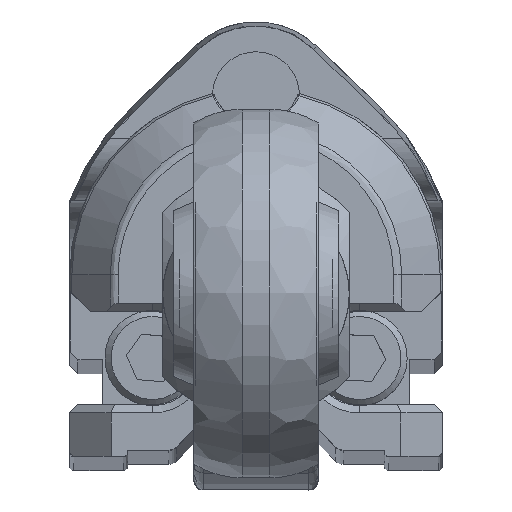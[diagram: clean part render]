
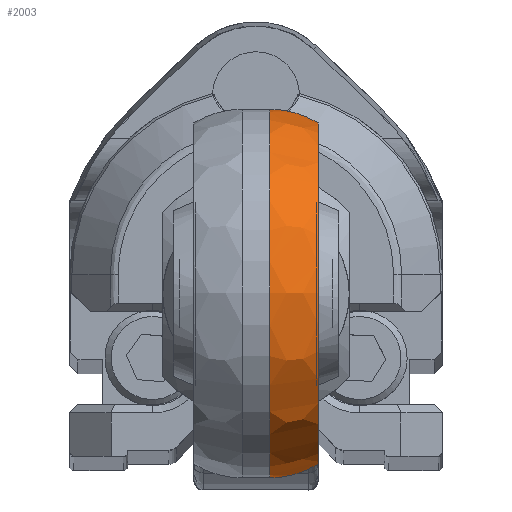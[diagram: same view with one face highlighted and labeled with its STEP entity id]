
A CAD part, top view. The second image highlights one B-rep face of the part: STEP entity #2003.
In plain terms, the highlighted free-form (B-spline) face has degree [3, 3] with [4, 7] control points.
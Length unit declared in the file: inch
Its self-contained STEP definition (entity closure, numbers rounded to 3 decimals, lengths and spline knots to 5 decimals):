
#239 = CARTESIAN_POINT ( 'NONE',  ( 0.02608, -0.23398, 9.62894 ) ) ;
#573 = CARTESIAN_POINT ( 'NONE',  ( 0.11811, -0.02872, 9.27855 ) ) ;
#1256 = CARTESIAN_POINT ( 'NONE',  ( 0.11811, -0.21888, 9.60316 ) ) ;
#1818 = CARTESIAN_POINT ( 'NONE',  ( 0.02608, -0.37912, 9.27855 ) ) ;
#2003 = ADVANCED_FACE ( 'NONE', ( #7393 ), #12686, .T. ) ;
#2078 = DIRECTION ( 'NONE',  ( 0., 0., -1. ) ) ;
#2613 = CARTESIAN_POINT ( 'NONE',  ( 0.02608, 0.32167, 9.27855 ) ) ;
#2787 = CIRCLE ( 'NONE', #17801, 0.35039 ) ;
#3408 = CARTESIAN_POINT ( 'NONE',  ( 0.0902, -0.22882, 9.62013 ) ) ;
#3609 = CIRCLE ( 'NONE', #12402, 0.17717 ) ;
#3822 = CARTESIAN_POINT ( 'NONE',  ( 0.02608, 0.14451, 9.27855 ) ) ;
#4946 = DIRECTION ( 'NONE',  ( 0., 0., -1. ) ) ;
#5063 = CARTESIAN_POINT ( 'NONE',  ( 0.11811, -0.35334, 9.27855 ) ) ;
#5098 = EDGE_CURVE ( 'NONE', #15583, #20190, #7055, .T. ) ;
#6427 = DIRECTION ( 'NONE',  ( 0., 0., -1. ) ) ;
#6457 = CARTESIAN_POINT ( 'NONE',  ( 0.02608, -0.20195, 9.27855 ) ) ;
#6481 = CARTESIAN_POINT ( 'NONE',  ( 0.0902, -0.3703, 9.47864 ) ) ;
#6572 = CARTESIAN_POINT ( 'NONE',  ( 0.05874, -0.37912, 9.27855 ) ) ;
#6810 = DIRECTION ( 'NONE',  ( -1., 0., 0. ) ) ;
#7055 = CIRCLE ( 'NONE', #11286, 0.32461 ) ;
#7393 = FACE_OUTER_BOUND ( 'NONE', #15945, .T. ) ;
#7492 = CARTESIAN_POINT ( 'NONE',  ( 0.11811, -0.35334, 9.4687 ) ) ;
#7620 = EDGE_CURVE ( 'NONE', #18575, #20190, #8663, .T. ) ;
#7646 = EDGE_CURVE ( 'NONE', #18575, #11039, #2787, .T. ) ;
#7899 = CARTESIAN_POINT ( 'NONE',  ( 0.0902, 0.31286, 9.47864 ) ) ;
#8011 = CARTESIAN_POINT ( 'NONE',  ( 0.0902, -0.02872, 9.62013 ) ) ;
#8023 = AXIS2_PLACEMENT_3D ( 'NONE', #3822, #2078, #13085 ) ;
#8663 = CIRCLE ( 'NONE', #8023, 0.17717 ) ;
#8758 = EDGE_CURVE ( 'NONE', #11039, #15583, #3609, .T. ) ;
#9029 = CARTESIAN_POINT ( 'NONE',  ( 0.11811, 0.16143, 9.60316 ) ) ;
#9524 = CARTESIAN_POINT ( 'NONE',  ( 0.05874, 0.32167, 9.48381 ) ) ;
#9625 = CARTESIAN_POINT ( 'NONE',  ( 0.02608, -0.37912, 9.48381 ) ) ;
#9723 = CARTESIAN_POINT ( 'NONE',  ( 0.0902, -0.3703, 9.27855 ) ) ;
#9817 = CARTESIAN_POINT ( 'NONE',  ( 0.05874, -0.23398, 9.62894 ) ) ;
#9940 = CARTESIAN_POINT ( 'NONE',  ( 0.02608, -0.02872, 9.27855 ) ) ;
#10130 = ORIENTED_EDGE ( 'NONE', *, *, #7646, .T. ) ;
#10391 = CARTESIAN_POINT ( 'NONE',  ( 0.11811, 0.29589, 9.27855 ) ) ;
#11039 = VERTEX_POINT ( 'NONE', #1818 ) ;
#11052 = CARTESIAN_POINT ( 'NONE',  ( 0.05874, 0.32167, 9.27855 ) ) ;
#11148 = CARTESIAN_POINT ( 'NONE',  ( 0.0902, 0.17137, 9.62013 ) ) ;
#11253 = CARTESIAN_POINT ( 'NONE',  ( 0.02608, 0.32167, 9.27855 ) ) ;
#11286 = AXIS2_PLACEMENT_3D ( 'NONE', #573, #6810, #6427 ) ;
#11344 = CARTESIAN_POINT ( 'NONE',  ( 0.05874, -0.37912, 9.48381 ) ) ;
#12064 = CARTESIAN_POINT ( 'NONE',  ( 0.11811, 0.29589, 9.27855 ) ) ;
#12402 = AXIS2_PLACEMENT_3D ( 'NONE', #6457, #14597, #16022 ) ;
#12593 = CARTESIAN_POINT ( 'NONE',  ( 0.02608, -0.02872, 9.62894 ) ) ;
#12686 =( BOUNDED_SURFACE ( )  B_SPLINE_SURFACE ( 3, 3, ( 
 ( #12064, #16778, #9029, #15255, #1256, #7492, #13699 ),
 ( #19924, #7899, #11148, #8011, #3408, #6481, #9723 ),
 ( #11052, #9524, #12978, #17291, #9817, #11344, #6572 ),
 ( #11253, #19206, #14230, #12593, #239, #9625, #14326 ) ),
 .UNSPECIFIED., .F., .F., .F. ) 
 B_SPLINE_SURFACE_WITH_KNOTS ( ( 4, 4 ),
 ( 4, 3, 4 ),
 ( 0., 1. ),
 ( 0., 0.5, 1. ),
 .UNSPECIFIED. ) 
 GEOMETRIC_REPRESENTATION_ITEM ( )  RATIONAL_B_SPLINE_SURFACE ( (
 ( 1., 0.805, 0.805, 1., 0.805, 0.805, 1.),
 ( 0.975, 0.785, 0.785, 0.975, 0.785, 0.785, 0.975),
 ( 0.975, 0.785, 0.785, 0.975, 0.785, 0.785, 0.975),
 ( 1., 0.805, 0.805, 1., 0.805, 0.805, 1.) ) ) 
 REPRESENTATION_ITEM ( '' )  SURFACE ( )  );
#12978 = CARTESIAN_POINT ( 'NONE',  ( 0.05874, 0.17653, 9.62894 ) ) ;
#12992 = DIRECTION ( 'NONE',  ( 1., 0., 0. ) ) ;
#13060 = ORIENTED_EDGE ( 'NONE', *, *, #8758, .T. ) ;
#13085 = DIRECTION ( 'NONE',  ( 0.519, 0.854, 0. ) ) ;
#13699 = CARTESIAN_POINT ( 'NONE',  ( 0.11811, -0.35334, 9.27855 ) ) ;
#13924 = ORIENTED_EDGE ( 'NONE', *, *, #7620, .F. ) ;
#14230 = CARTESIAN_POINT ( 'NONE',  ( 0.02608, 0.17653, 9.62894 ) ) ;
#14326 = CARTESIAN_POINT ( 'NONE',  ( 0.02608, -0.37912, 9.27855 ) ) ;
#14597 = DIRECTION ( 'NONE',  ( 0., 0., 1. ) ) ;
#14811 = ORIENTED_EDGE ( 'NONE', *, *, #5098, .T. ) ;
#15255 = CARTESIAN_POINT ( 'NONE',  ( 0.11811, -0.02872, 9.60316 ) ) ;
#15583 = VERTEX_POINT ( 'NONE', #5063 ) ;
#15945 = EDGE_LOOP ( 'NONE', ( #14811, #13924, #10130, #13060 ) ) ;
#16022 = DIRECTION ( 'NONE',  ( 0., -1., 0. ) ) ;
#16778 = CARTESIAN_POINT ( 'NONE',  ( 0.11811, 0.29589, 9.4687 ) ) ;
#17291 = CARTESIAN_POINT ( 'NONE',  ( 0.05874, -0.02872, 9.62894 ) ) ;
#17801 = AXIS2_PLACEMENT_3D ( 'NONE', #9940, #12992, #4946 ) ;
#18575 = VERTEX_POINT ( 'NONE', #2613 ) ;
#19206 = CARTESIAN_POINT ( 'NONE',  ( 0.02608, 0.32167, 9.48381 ) ) ;
#19924 = CARTESIAN_POINT ( 'NONE',  ( 0.0902, 0.31286, 9.27855 ) ) ;
#20190 = VERTEX_POINT ( 'NONE', #10391 ) ;
